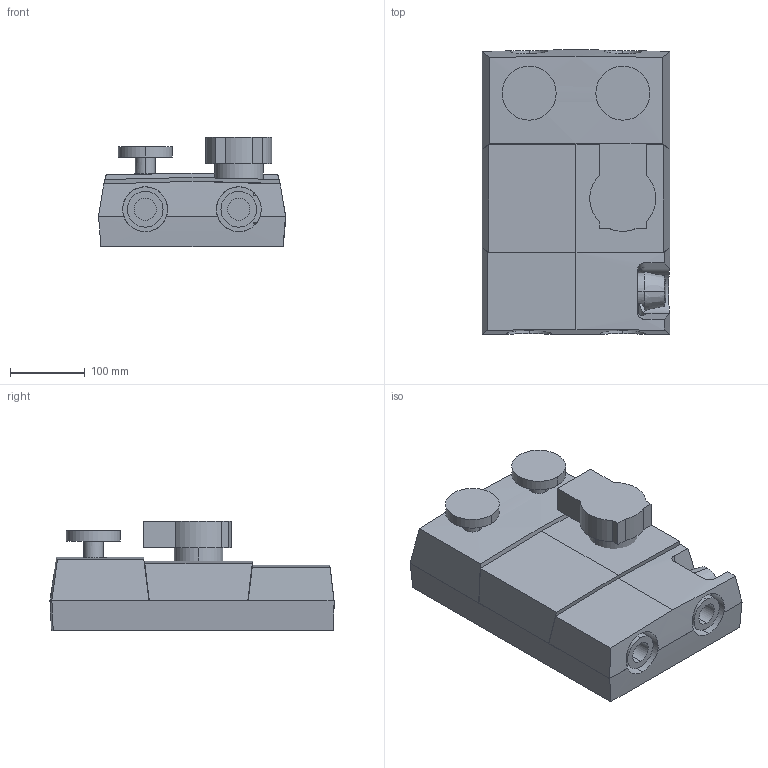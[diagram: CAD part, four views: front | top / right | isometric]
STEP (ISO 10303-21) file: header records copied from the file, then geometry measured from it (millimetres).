
FILE_DESCRIPTION (( 'STEP AP214' ), '1' );
FILE_NAME ('61021100, 61121200 GFA, GST DN25 W.STEP', '2023-01-05T09:36:28', ( '' ), ( '' ), 'SwSTEP 2.0', 'SolidWorks 2021', '' );
FILE_SCHEMA (( 'AUTOMOTIVE_DESIGN' ));
Length unit declared in the file: millimetre
Products named in the file (1): 61021100, 61121200 GFA, GST DN25 W
Bounding box: 250 x 379.43 x 145.6 mm (x, y, z)
Volume: 8592049.9 mm3; surface area: 475702 mm2
Topology: 3 solids, 3 shells, 168 faces, 424 edges, 279 vertices
Faces by surface type: cylinder 91, plane 68, torus 3, sphere 2, cone 2, bspline 2
Entity records: 6335 total; most frequent: CARTESIAN_POINT 1900, ORIENTED_EDGE 848, DIRECTION 838, EDGE_CURVE 424, AXIS2_PLACEMENT_3D 313, VERTEX_POINT 279, VECTOR 212, LINE 212
